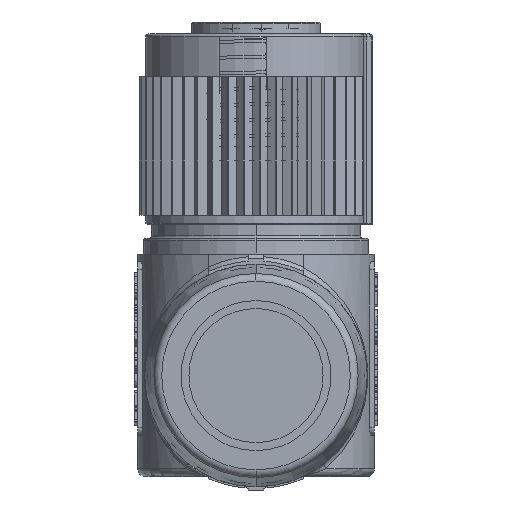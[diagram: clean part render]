
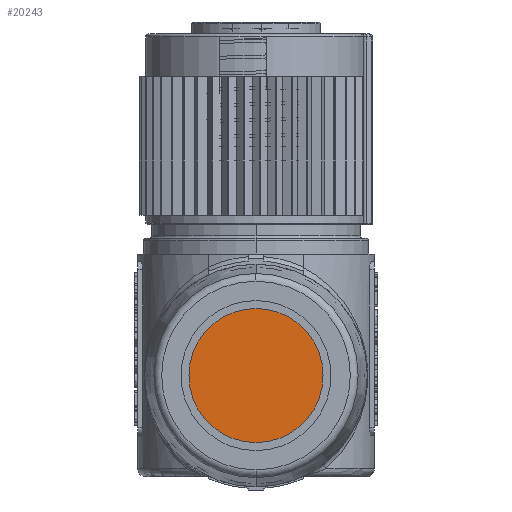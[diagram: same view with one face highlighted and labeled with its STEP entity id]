
A CAD part, front view. The second image highlights one B-rep face of the part: STEP entity #20243.
In plain terms, the highlighted planar face has unit normal (0, -1, 0).
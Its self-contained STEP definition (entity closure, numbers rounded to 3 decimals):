
#4818=CARTESIAN_POINT('',(0.,-239.2,-13.2));
#4819=DIRECTION('',(0.,1.,0.));
#4820=DIRECTION('',(0.,0.,-1.));
#4821=AXIS2_PLACEMENT_3D('',#4818,#4819,#4820);
#4823=CARTESIAN_POINT('',(0.,-239.2,-13.2));
#4824=DIRECTION('',(0.,1.,0.));
#4825=DIRECTION('',(0.,0.,1.));
#4826=AXIS2_PLACEMENT_3D('',#4823,#4824,#4825);
#13742=CARTESIAN_POINT('',(0.,-239.2,-17.45));
#13743=CARTESIAN_POINT('',(0.,-239.2,-8.95));
#13744=VERTEX_POINT('',#13742);
#13745=VERTEX_POINT('',#13743);
#20234=CARTESIAN_POINT('',(0.,-239.2,-13.2));
#20235=DIRECTION('',(0.,1.,0.));
#20236=DIRECTION('',(0.,0.,-1.));
#20237=AXIS2_PLACEMENT_3D('',#20234,#20235,#20236);
#20238=PLANE('',#20237);
#20239=ORIENTED_EDGE('',*,*,#20214,.T.);
#20240=ORIENTED_EDGE('',*,*,#20228,.T.);
#20241=EDGE_LOOP('',(#20239,#20240));
#20242=FACE_OUTER_BOUND('',#20241,.F.);
#4822=CIRCLE('',#4821,4.25);
#4827=CIRCLE('',#4826,4.25);
#20214=EDGE_CURVE('',#13744,#13745,#4822,.T.);
#20228=EDGE_CURVE('',#13745,#13744,#4827,.T.);
#20243=ADVANCED_FACE('',(#20242),#20238,.F.);
